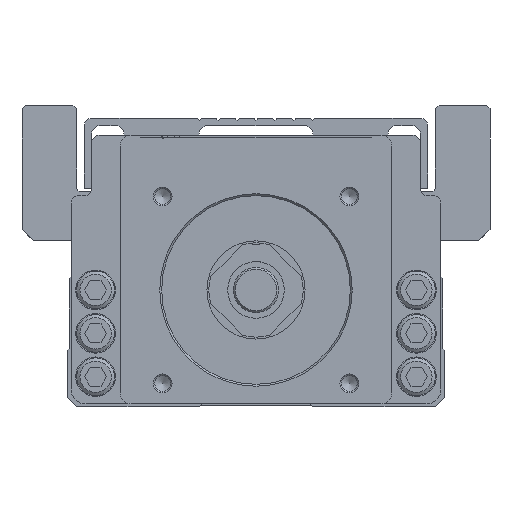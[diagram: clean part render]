
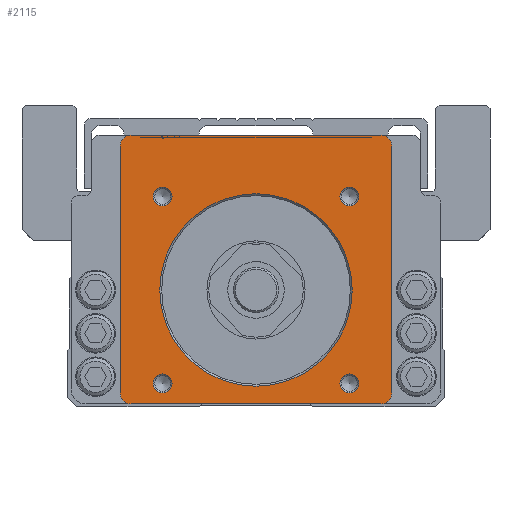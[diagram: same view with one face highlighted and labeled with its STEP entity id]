
A CAD part, front view. The second image highlights one B-rep face of the part: STEP entity #2115.
In plain terms, the highlighted face is planar.
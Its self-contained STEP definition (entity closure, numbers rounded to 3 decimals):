
#970=FACE_BOUND('',#6708,.T.);
#971=FACE_BOUND('',#6709,.T.);
#972=FACE_BOUND('',#6710,.T.);
#973=FACE_BOUND('',#6711,.T.);
#974=FACE_BOUND('',#6712,.T.);
#975=FACE_BOUND('',#6713,.T.);
#2115=ADVANCED_FACE('',(#970,#971,#972,#973,#974,#975),#4009,.T.);
#4009=PLANE('',#32916);
#6708=EDGE_LOOP('',(#15968));
#6709=EDGE_LOOP('',(#15969));
#6710=EDGE_LOOP('',(#15970));
#6711=EDGE_LOOP('',(#15971));
#6712=EDGE_LOOP('',(#15972));
#6713=EDGE_LOOP('',(#15973,#15974,#15975,#15976,#15977,#15978,#15979,#15980));
#9221=LINE('',#44889,#12490);
#9235=LINE('',#45016,#12504);
#9251=LINE('',#45059,#12520);
#9255=LINE('',#45068,#12524);
#12490=VECTOR('',#35825,1.);
#12504=VECTOR('',#35873,1.);
#12520=VECTOR('',#35905,1.);
#12524=VECTOR('',#35913,1.);
#15968=ORIENTED_EDGE('',*,*,#27682,.T.);
#15969=ORIENTED_EDGE('',*,*,#27683,.T.);
#15970=ORIENTED_EDGE('',*,*,#27684,.T.);
#15971=ORIENTED_EDGE('',*,*,#27685,.T.);
#15972=ORIENTED_EDGE('',*,*,#27686,.T.);
#15973=ORIENTED_EDGE('',*,*,#27616,.T.);
#15974=ORIENTED_EDGE('',*,*,#27687,.T.);
#15975=ORIENTED_EDGE('',*,*,#27642,.T.);
#15976=ORIENTED_EDGE('',*,*,#27650,.T.);
#15977=ORIENTED_EDGE('',*,*,#27584,.T.);
#15978=ORIENTED_EDGE('',*,*,#27652,.T.);
#15979=ORIENTED_EDGE('',*,*,#27637,.T.);
#15980=ORIENTED_EDGE('',*,*,#27688,.T.);
#24564=VERTEX_POINT('',#44888);
#24565=VERTEX_POINT('',#44890);
#24588=VERTEX_POINT('',#45015);
#24589=VERTEX_POINT('',#45017);
#24607=VERTEX_POINT('',#45058);
#24608=VERTEX_POINT('',#45060);
#24611=VERTEX_POINT('',#45069);
#24612=VERTEX_POINT('',#45070);
#24629=VERTEX_POINT('',#45138);
#24630=VERTEX_POINT('',#45140);
#24631=VERTEX_POINT('',#45142);
#24632=VERTEX_POINT('',#45144);
#24633=VERTEX_POINT('',#45146);
#27584=EDGE_CURVE('',#24565,#24564,#9221,.T.);
#27616=EDGE_CURVE('',#24589,#24588,#9235,.T.);
#27637=EDGE_CURVE('',#24608,#24607,#9251,.T.);
#27642=EDGE_CURVE('',#24611,#24612,#9255,.T.);
#27650=EDGE_CURVE('',#24612,#24565,#31909,.T.);
#27652=EDGE_CURVE('',#24564,#24608,#31911,.T.);
#27682=EDGE_CURVE('',#24629,#24629,#31922,.T.);
#27683=EDGE_CURVE('',#24630,#24630,#31923,.T.);
#27684=EDGE_CURVE('',#24631,#24631,#31924,.T.);
#27685=EDGE_CURVE('',#24632,#24632,#31925,.T.);
#27686=EDGE_CURVE('',#24633,#24633,#31926,.T.);
#27687=EDGE_CURVE('',#24588,#24611,#31927,.T.);
#27688=EDGE_CURVE('',#24607,#24589,#31928,.T.);
#31909=CIRCLE('',#32886,3.);
#31911=CIRCLE('',#32890,3.);
#31922=CIRCLE('',#32909,25.5);
#31923=CIRCLE('',#32910,2.5);
#31924=CIRCLE('',#32911,2.5);
#31925=CIRCLE('',#32912,2.5);
#31926=CIRCLE('',#32913,2.5);
#31927=CIRCLE('',#32914,3.);
#31928=CIRCLE('',#32915,3.);
#32886=AXIS2_PLACEMENT_3D('',#45081,#35926,#35927);
#32890=AXIS2_PLACEMENT_3D('',#45085,#35934,#35935);
#32909=AXIS2_PLACEMENT_3D('',#45137,#35991,#35992);
#32910=AXIS2_PLACEMENT_3D('',#45139,#35993,#35994);
#32911=AXIS2_PLACEMENT_3D('',#45141,#35995,#35996);
#32912=AXIS2_PLACEMENT_3D('',#45143,#35997,#35998);
#32913=AXIS2_PLACEMENT_3D('',#45145,#35999,#36000);
#32914=AXIS2_PLACEMENT_3D('',#45147,#36001,#36002);
#32915=AXIS2_PLACEMENT_3D('',#45148,#36003,#36004);
#32916=AXIS2_PLACEMENT_3D('',#45149,#36005,#36006);
#35825=DIRECTION('',(-1.,0.,0.));
#35873=DIRECTION('',(1.,0.,0.));
#35905=DIRECTION('',(0.,0.,-1.));
#35913=DIRECTION('',(0.,0.,1.));
#35926=DIRECTION('',(0.,-1.,0.));
#35927=DIRECTION('',(0.,0.,-1.));
#35934=DIRECTION('',(0.,-1.,0.));
#35935=DIRECTION('',(0.,0.,-1.));
#35991=DIRECTION('',(0.,1.,0.));
#35992=DIRECTION('',(0.,0.,-1.));
#35993=DIRECTION('',(0.,1.,0.));
#35994=DIRECTION('',(0.,0.,-1.));
#35995=DIRECTION('',(0.,1.,0.));
#35996=DIRECTION('',(0.,0.,-1.));
#35997=DIRECTION('',(0.,1.,0.));
#35998=DIRECTION('',(0.,0.,-1.));
#35999=DIRECTION('',(0.,1.,0.));
#36000=DIRECTION('',(0.,0.,-1.));
#36001=DIRECTION('',(0.,-1.,0.));
#36002=DIRECTION('',(0.,0.,-1.));
#36003=DIRECTION('',(0.,-1.,0.));
#36004=DIRECTION('',(0.,0.,-1.));
#36005=DIRECTION('',(0.,-1.,0.));
#36006=DIRECTION('',(0.,0.,1.));
#44888=CARTESIAN_POINT('',(-33.,-299.9,17.));
#44889=CARTESIAN_POINT('',(33.,-299.9,17.));
#44890=CARTESIAN_POINT('',(33.,-299.9,17.));
#45015=CARTESIAN_POINT('',(33.,-299.9,-54.2));
#45016=CARTESIAN_POINT('',(-49.,-299.9,-54.2));
#45017=CARTESIAN_POINT('',(-33.,-299.9,-54.2));
#45058=CARTESIAN_POINT('',(-36.,-299.9,-51.2));
#45059=CARTESIAN_POINT('',(-36.,-299.9,12.));
#45060=CARTESIAN_POINT('',(-36.,-299.9,14.));
#45068=CARTESIAN_POINT('',(36.,-299.9,-54.5));
#45069=CARTESIAN_POINT('',(36.,-299.9,-51.2));
#45070=CARTESIAN_POINT('',(36.,-299.9,14.));
#45081=CARTESIAN_POINT('',(33.,-299.9,14.));
#45085=CARTESIAN_POINT('',(-33.,-299.9,14.));
#45137=CARTESIAN_POINT('',(0.,-299.9,-24.));
#45138=CARTESIAN_POINT('',(0.,-299.9,-49.5));
#45139=CARTESIAN_POINT('',(-24.749,-299.9,-48.749));
#45140=CARTESIAN_POINT('',(-24.749,-299.9,-51.249));
#45141=CARTESIAN_POINT('',(-24.749,-299.9,0.749));
#45142=CARTESIAN_POINT('',(-24.749,-299.9,-1.751));
#45143=CARTESIAN_POINT('',(24.749,-299.9,0.749));
#45144=CARTESIAN_POINT('',(24.749,-299.9,-1.751));
#45145=CARTESIAN_POINT('',(24.749,-299.9,-48.749));
#45146=CARTESIAN_POINT('',(24.749,-299.9,-51.249));
#45147=CARTESIAN_POINT('',(33.,-299.9,-51.2));
#45148=CARTESIAN_POINT('',(-33.,-299.9,-51.2));
#45149=CARTESIAN_POINT('',(-33.,-299.9,12.));
